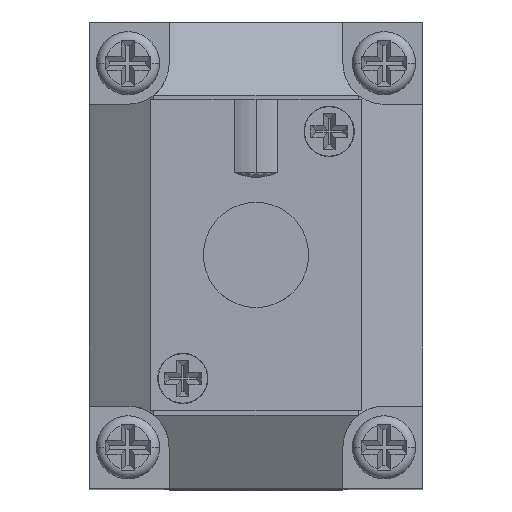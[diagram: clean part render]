
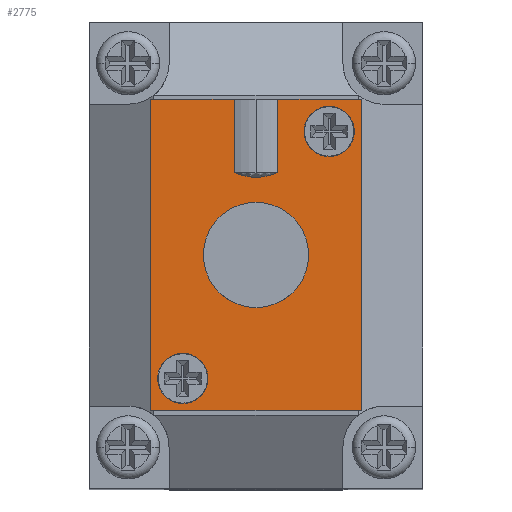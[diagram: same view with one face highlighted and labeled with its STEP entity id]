
A CAD part, top view. The second image highlights one B-rep face of the part: STEP entity #2775.
In plain terms, the highlighted planar face has unit normal (0, 0, 1).
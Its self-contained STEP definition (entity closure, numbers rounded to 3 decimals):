
#123 = CARTESIAN_POINT ( 'NONE',  ( -9.657, 23.719, 65.5 ) ) ;
#177 = ORIENTED_EDGE ( 'NONE', *, *, #10266, .F. ) ;
#236 = AXIS2_PLACEMENT_3D ( 'NONE', #8804, #19812, #12078 ) ;
#556 = AXIS2_PLACEMENT_3D ( 'NONE', #16876, #2695, #1005 ) ;
#603 = DIRECTION ( 'NONE',  ( 0., 0., 1. ) ) ;
#813 = EDGE_LOOP ( 'NONE', ( #13497, #1965, #2703, #10778, #14470, #14681, #2293, #17869 ) ) ;
#819 = EDGE_CURVE ( 'NONE', #9406, #8603, #3579, .T. ) ;
#1005 = DIRECTION ( 'NONE',  ( 1., 0., 0. ) ) ;
#1188 = CARTESIAN_POINT ( 'NONE',  ( -8.907, -6.781, 65.5 ) ) ;
#1194 = AXIS2_PLACEMENT_3D ( 'NONE', #2863, #4453, #15179 ) ;
#1212 = EDGE_CURVE ( 'NONE', #14983, #8260, #19445, .T. ) ;
#1423 = VERTEX_POINT ( 'NONE', #5253 ) ;
#1965 = ORIENTED_EDGE ( 'NONE', *, *, #14232, .T. ) ;
#2058 = CARTESIAN_POINT ( 'NONE',  ( -6.157, -6.781, 65.5 ) ) ;
#2167 = DIRECTION ( 'NONE',  ( 1., 0., 0. ) ) ;
#2183 = CIRCLE ( 'NONE', #3153, 2.75 ) ;
#2293 = ORIENTED_EDGE ( 'NONE', *, *, #10150, .T. ) ;
#2384 = CARTESIAN_POINT ( 'NONE',  ( 13.343, 23.719, 65.5 ) ) ;
#2695 = DIRECTION ( 'NONE',  ( 0., 0., 1. ) ) ;
#2703 = ORIENTED_EDGE ( 'NONE', *, *, #16631, .T. ) ;
#2723 = ORIENTED_EDGE ( 'NONE', *, *, #15391, .F. ) ;
#2775 = ADVANCED_FACE ( 'NONE', ( #11562, #19397, #6659, #18665 ), #9850, .T. ) ;
#2847 = CARTESIAN_POINT ( 'NONE',  ( 4.241, 15.719, 65.5 ) ) ;
#2863 = CARTESIAN_POINT ( 'NONE',  ( 1.843, 6.719, 65.5 ) ) ;
#3153 = AXIS2_PLACEMENT_3D ( 'NONE', #19218, #14635, #9856 ) ;
#3252 = EDGE_CURVE ( 'NONE', #7027, #16420, #2183, .T. ) ;
#3293 = EDGE_LOOP ( 'NONE', ( #2723, #14587 ) ) ;
#3451 = CIRCLE ( 'NONE', #8737, 2.75 ) ;
#3579 = CIRCLE ( 'NONE', #7520, 2.75 ) ;
#3622 = DIRECTION ( 'NONE',  ( 0., 0., 1. ) ) ;
#4282 = CARTESIAN_POINT ( 'NONE',  ( -0.555, 15.719, 65.5 ) ) ;
#4453 = DIRECTION ( 'NONE',  ( 0., 0., 1. ) ) ;
#4884 = CIRCLE ( 'NONE', #10587, 6. ) ;
#5253 = CARTESIAN_POINT ( 'NONE',  ( 4.241, 15.719, 65.5 ) ) ;
#5585 = CIRCLE ( 'NONE', #1194, 5.75 ) ;
#5669 = VECTOR ( 'NONE', #16158, 1000. ) ;
#6387 = AXIS2_PLACEMENT_3D ( 'NONE', #18098, #603, #17842 ) ;
#6659 = FACE_BOUND ( 'NONE', #8426, .T. ) ;
#6704 = EDGE_LOOP ( 'NONE', ( #15762, #13213 ) ) ;
#6737 = CARTESIAN_POINT ( 'NONE',  ( 7.093, 20.219, 65.5 ) ) ;
#6843 = EDGE_CURVE ( 'NONE', #1423, #18498, #20260, .T. ) ;
#6869 = VERTEX_POINT ( 'NONE', #15591 ) ;
#6890 = EDGE_CURVE ( 'NONE', #8260, #6974, #15880, .T. ) ;
#6905 = VERTEX_POINT ( 'NONE', #7863 ) ;
#6974 = VERTEX_POINT ( 'NONE', #14503 ) ;
#7027 = VERTEX_POINT ( 'NONE', #1188 ) ;
#7142 = LINE ( 'NONE', #2384, #5669 ) ;
#7520 = AXIS2_PLACEMENT_3D ( 'NONE', #11466, #3622, #17767 ) ;
#7551 = DIRECTION ( 'NONE',  ( 0., 0., -1. ) ) ;
#7863 = CARTESIAN_POINT ( 'NONE',  ( -0.555, 15.719, 65.5 ) ) ;
#8225 = VERTEX_POINT ( 'NONE', #18208 ) ;
#8260 = VERTEX_POINT ( 'NONE', #18482 ) ;
#8336 = EDGE_CURVE ( 'NONE', #8225, #6869, #5585, .T. ) ;
#8354 = DIRECTION ( 'NONE',  ( 1., 0., 0. ) ) ;
#8426 = EDGE_LOOP ( 'NONE', ( #177, #16234 ) ) ;
#8454 = EDGE_CURVE ( 'NONE', #6869, #8225, #10939, .T. ) ;
#8479 = CARTESIAN_POINT ( 'NONE',  ( -9.657, 23.719, 65.5 ) ) ;
#8603 = VERTEX_POINT ( 'NONE', #18655 ) ;
#8737 = AXIS2_PLACEMENT_3D ( 'NONE', #2058, #17723, #8354 ) ;
#8804 = CARTESIAN_POINT ( 'NONE',  ( 9.843, 20.219, 65.5 ) ) ;
#9196 = DIRECTION ( 'NONE',  ( 1., 0., 0. ) ) ;
#9224 = DIRECTION ( 'NONE',  ( 0., 1., 0. ) ) ;
#9337 = CARTESIAN_POINT ( 'NONE',  ( 1.843, 21.219, 65.5 ) ) ;
#9406 = VERTEX_POINT ( 'NONE', #6737 ) ;
#9850 = PLANE ( 'NONE',  #6387 ) ;
#9856 = DIRECTION ( 'NONE',  ( 1., 0., 0. ) ) ;
#9929 = DIRECTION ( 'NONE',  ( -1., 0., 0. ) ) ;
#10150 = EDGE_CURVE ( 'NONE', #16544, #10166, #7142, .T. ) ;
#10166 = VERTEX_POINT ( 'NONE', #13515 ) ;
#10266 = EDGE_CURVE ( 'NONE', #8603, #9406, #11046, .T. ) ;
#10587 = AXIS2_PLACEMENT_3D ( 'NONE', #9337, #7551, #9196 ) ;
#10763 = CARTESIAN_POINT ( 'NONE',  ( -9.657, 23.719, 65.5 ) ) ;
#10778 = ORIENTED_EDGE ( 'NONE', *, *, #1212, .T. ) ;
#10939 = CIRCLE ( 'NONE', #556, 5.75 ) ;
#11046 = CIRCLE ( 'NONE', #236, 2.75 ) ;
#11466 = CARTESIAN_POINT ( 'NONE',  ( 9.843, 20.219, 65.5 ) ) ;
#11562 = FACE_OUTER_BOUND ( 'NONE', #813, .T. ) ;
#11699 = LINE ( 'NONE', #123, #16376 ) ;
#12078 = DIRECTION ( 'NONE',  ( 1., 0., 0. ) ) ;
#12220 = VECTOR ( 'NONE', #2167, 1000. ) ;
#12591 = VECTOR ( 'NONE', #9929, 1000. ) ;
#13213 = ORIENTED_EDGE ( 'NONE', *, *, #8454, .F. ) ;
#13497 = ORIENTED_EDGE ( 'NONE', *, *, #6843, .F. ) ;
#13515 = CARTESIAN_POINT ( 'NONE',  ( 13.343, 23.719, 65.5 ) ) ;
#14084 = EDGE_CURVE ( 'NONE', #6974, #16544, #19349, .T. ) ;
#14232 = EDGE_CURVE ( 'NONE', #1423, #6905, #4884, .T. ) ;
#14470 = ORIENTED_EDGE ( 'NONE', *, *, #6890, .T. ) ;
#14503 = CARTESIAN_POINT ( 'NONE',  ( -9.657, -10.281, 65.5 ) ) ;
#14587 = ORIENTED_EDGE ( 'NONE', *, *, #3252, .F. ) ;
#14632 = CARTESIAN_POINT ( 'NONE',  ( -9.657, -10.281, 65.5 ) ) ;
#14635 = DIRECTION ( 'NONE',  ( 0., 0., 1. ) ) ;
#14655 = VECTOR ( 'NONE', #20292, 1000. ) ;
#14681 = ORIENTED_EDGE ( 'NONE', *, *, #14084, .T. ) ;
#14749 = CARTESIAN_POINT ( 'NONE',  ( -3.407, -6.781, 65.5 ) ) ;
#14846 = VECTOR ( 'NONE', #16849, 1000. ) ;
#14983 = VERTEX_POINT ( 'NONE', #15466 ) ;
#15179 = DIRECTION ( 'NONE',  ( 1., 0., 0. ) ) ;
#15391 = EDGE_CURVE ( 'NONE', #16420, #7027, #3451, .T. ) ;
#15466 = CARTESIAN_POINT ( 'NONE',  ( -0.555, 23.719, 65.5 ) ) ;
#15591 = CARTESIAN_POINT ( 'NONE',  ( -3.907, 6.719, 65.5 ) ) ;
#15730 = DIRECTION ( 'NONE',  ( -1., 0., 0. ) ) ;
#15762 = ORIENTED_EDGE ( 'NONE', *, *, #8336, .F. ) ;
#15880 = LINE ( 'NONE', #10763, #14655 ) ;
#16133 = VECTOR ( 'NONE', #9224, 1000. ) ;
#16158 = DIRECTION ( 'NONE',  ( 0., 1., 0. ) ) ;
#16234 = ORIENTED_EDGE ( 'NONE', *, *, #819, .F. ) ;
#16376 = VECTOR ( 'NONE', #15730, 1000. ) ;
#16420 = VERTEX_POINT ( 'NONE', #14749 ) ;
#16544 = VERTEX_POINT ( 'NONE', #16587 ) ;
#16552 = LINE ( 'NONE', #4282, #14846 ) ;
#16587 = CARTESIAN_POINT ( 'NONE',  ( 13.343, -10.281, 65.5 ) ) ;
#16612 = CARTESIAN_POINT ( 'NONE',  ( 4.241, 23.719, 65.5 ) ) ;
#16631 = EDGE_CURVE ( 'NONE', #6905, #14983, #16552, .T. ) ;
#16849 = DIRECTION ( 'NONE',  ( 0., 1., 0. ) ) ;
#16876 = CARTESIAN_POINT ( 'NONE',  ( 1.843, 6.719, 65.5 ) ) ;
#17723 = DIRECTION ( 'NONE',  ( 0., 0., 1. ) ) ;
#17767 = DIRECTION ( 'NONE',  ( 1., 0., 0. ) ) ;
#17842 = DIRECTION ( 'NONE',  ( 1., 0., 0. ) ) ;
#17869 = ORIENTED_EDGE ( 'NONE', *, *, #19092, .T. ) ;
#18098 = CARTESIAN_POINT ( 'NONE',  ( 13.343, -10.281, 65.5 ) ) ;
#18208 = CARTESIAN_POINT ( 'NONE',  ( 7.593, 6.719, 65.5 ) ) ;
#18482 = CARTESIAN_POINT ( 'NONE',  ( -9.657, 23.719, 65.5 ) ) ;
#18498 = VERTEX_POINT ( 'NONE', #16612 ) ;
#18655 = CARTESIAN_POINT ( 'NONE',  ( 12.593, 20.219, 65.5 ) ) ;
#18665 = FACE_BOUND ( 'NONE', #3293, .T. ) ;
#19092 = EDGE_CURVE ( 'NONE', #10166, #18498, #11699, .T. ) ;
#19218 = CARTESIAN_POINT ( 'NONE',  ( -6.157, -6.781, 65.5 ) ) ;
#19349 = LINE ( 'NONE', #14632, #12220 ) ;
#19397 = FACE_BOUND ( 'NONE', #6704, .T. ) ;
#19445 = LINE ( 'NONE', #8479, #12591 ) ;
#19812 = DIRECTION ( 'NONE',  ( 0., 0., 1. ) ) ;
#20260 = LINE ( 'NONE', #2847, #16133 ) ;
#20292 = DIRECTION ( 'NONE',  ( 0., -1., 0. ) ) ;
